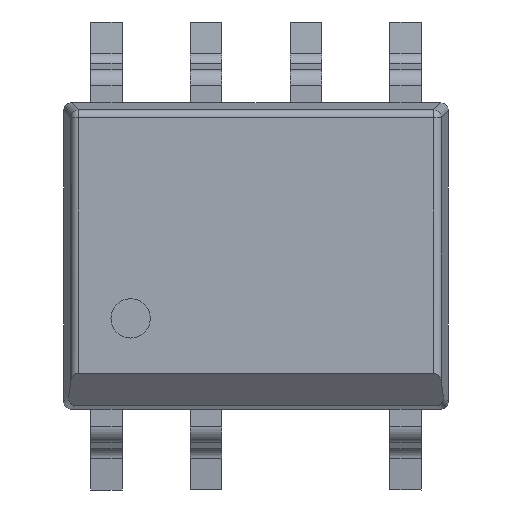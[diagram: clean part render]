
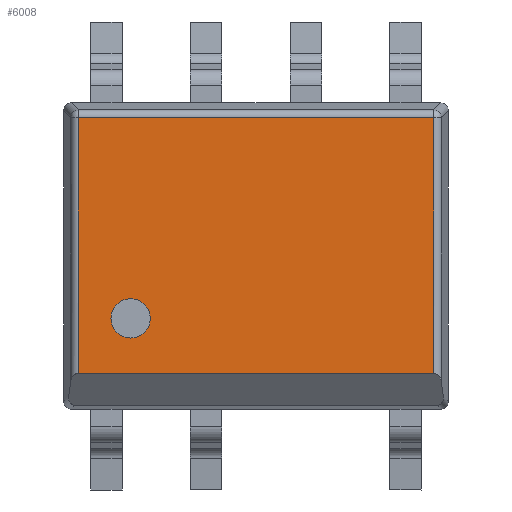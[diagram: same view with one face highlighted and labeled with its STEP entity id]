
A CAD part, front view. The second image highlights one B-rep face of the part: STEP entity #6008.
In plain terms, the highlighted planar face has unit normal (0, -1, 0).
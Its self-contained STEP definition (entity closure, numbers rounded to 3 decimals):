
#156=CIRCLE('',#7236,0.25);
#1696=ORIENTED_EDGE('',*,*,#2684,.T.);
#1697=ORIENTED_EDGE('',*,*,#2685,.T.);
#1698=ORIENTED_EDGE('',*,*,#2686,.T.);
#1699=ORIENTED_EDGE('',*,*,#2687,.T.);
#1700=ORIENTED_EDGE('',*,*,#2688,.T.);
#2684=EDGE_CURVE('',#3278,#3279,#4036,.T.);
#2685=EDGE_CURVE('',#3279,#3280,#4037,.T.);
#2686=EDGE_CURVE('',#3280,#3281,#4038,.F.);
#2687=EDGE_CURVE('',#3281,#3278,#4039,.F.);
#2688=EDGE_CURVE('',#3282,#3282,#156,.T.);
#3278=VERTEX_POINT('',#10515);
#3279=VERTEX_POINT('',#10516);
#3280=VERTEX_POINT('',#10518);
#3281=VERTEX_POINT('',#10520);
#3282=VERTEX_POINT('',#10523);
#4036=LINE('',#10514,#4786);
#4037=LINE('',#10517,#4787);
#4038=LINE('',#10519,#4788);
#4039=LINE('',#10521,#4789);
#4786=VECTOR('',#8734,1000.);
#4787=VECTOR('',#8735,1000.);
#4788=VECTOR('',#8736,1000.);
#4789=VECTOR('',#8737,1000.);
#5098=EDGE_LOOP('',(#1696,#1697,#1698,#1699));
#5099=EDGE_LOOP('',(#1700));
#5420=FACE_BOUND('',#5098,.T.);
#5421=FACE_BOUND('',#5099,.T.);
#5714=PLANE('',#7235);
#6008=ADVANCED_FACE('',(#5420,#5421),#5714,.F.);
#7235=AXIS2_PLACEMENT_3D('',#10513,#8732,#8733);
#7236=AXIS2_PLACEMENT_3D('',#10522,#8738,#8739);
#8732=DIRECTION('',(0.,1.,0.));
#8733=DIRECTION('',(0.,0.,1.));
#8734=DIRECTION('',(1.,0.,0.));
#8735=DIRECTION('',(0.,0.,1.));
#8736=DIRECTION('',(1.,0.,0.));
#8737=DIRECTION('',(0.,0.,1.));
#8738=DIRECTION('',(0.,1.,0.));
#8739=DIRECTION('',(1.,0.,0.));
#10513=CARTESIAN_POINT('',(0.,-1.45,0.));
#10514=CARTESIAN_POINT('',(2.347,-1.45,-1.497));
#10515=CARTESIAN_POINT('',(-2.262,-1.45,-1.497));
#10516=CARTESIAN_POINT('',(2.262,-1.45,-1.497));
#10517=CARTESIAN_POINT('',(2.262,-1.45,1.748));
#10518=CARTESIAN_POINT('',(2.262,-1.45,1.762));
#10519=CARTESIAN_POINT('',(-2.248,-1.45,1.762));
#10520=CARTESIAN_POINT('',(-2.262,-1.45,1.762));
#10521=CARTESIAN_POINT('',(-2.262,-1.45,-1.497));
#10522=CARTESIAN_POINT('',(-1.597,-1.45,-0.795));
#10523=CARTESIAN_POINT('',(-1.347,-1.45,-0.795));
